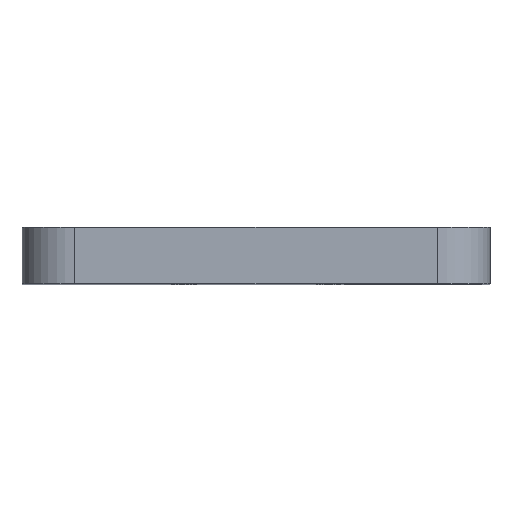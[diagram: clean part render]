
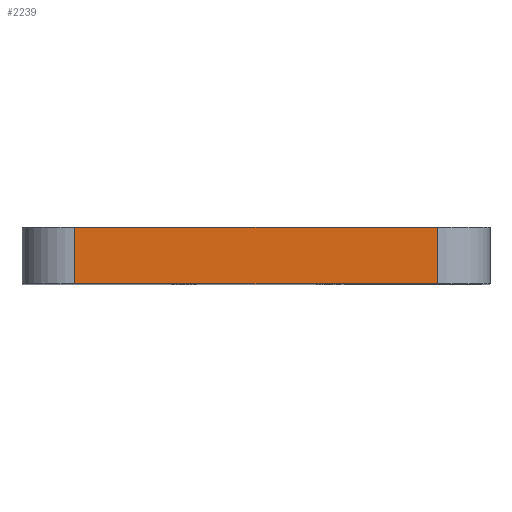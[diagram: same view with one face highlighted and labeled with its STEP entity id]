
A CAD part, top view. The second image highlights one B-rep face of the part: STEP entity #2239.
In plain terms, the highlighted planar face has unit normal (0, 0, 1).
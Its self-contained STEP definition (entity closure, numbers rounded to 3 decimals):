
#111 = CARTESIAN_POINT ( 'NONE',  ( -36.9, 7., 44. ) ) ;
#181 = DIRECTION ( 'NONE',  ( 1., 0., 0. ) ) ;
#223 = EDGE_LOOP ( 'NONE', ( #355, #1261, #2117, #255 ) ) ;
#255 = ORIENTED_EDGE ( 'NONE', *, *, #2227, .T. ) ;
#279 = DIRECTION ( 'NONE',  ( 0., -1., 0. ) ) ;
#299 = EDGE_CURVE ( 'NONE', #686, #1448, #1572, .T. ) ;
#355 = ORIENTED_EDGE ( 'NONE', *, *, #926, .T. ) ;
#370 = DIRECTION ( 'NONE',  ( 1., 0., 0. ) ) ;
#686 = VERTEX_POINT ( 'NONE', #111 ) ;
#698 = VECTOR ( 'NONE', #181, 1000. ) ;
#728 = CARTESIAN_POINT ( 'NONE',  ( -36.9, 7., 44. ) ) ;
#744 = VECTOR ( 'NONE', #1898, 1000. ) ;
#780 = CARTESIAN_POINT ( 'NONE',  ( 7.9, 0., 44. ) ) ;
#895 = CARTESIAN_POINT ( 'NONE',  ( -36.9, 0., 44. ) ) ;
#926 = EDGE_CURVE ( 'NONE', #971, #1953, #1716, .T. ) ;
#971 = VERTEX_POINT ( 'NONE', #2137 ) ;
#1005 = DIRECTION ( 'NONE',  ( 0., 0., -1. ) ) ;
#1031 = EDGE_CURVE ( 'NONE', #1448, #1953, #2133, .T. ) ;
#1225 = AXIS2_PLACEMENT_3D ( 'NONE', #2067, #1005, #2263 ) ;
#1261 = ORIENTED_EDGE ( 'NONE', *, *, #1031, .F. ) ;
#1316 = CARTESIAN_POINT ( 'NONE',  ( 7.9, 7., 44. ) ) ;
#1325 = VECTOR ( 'NONE', #370, 1000. ) ;
#1448 = VERTEX_POINT ( 'NONE', #1624 ) ;
#1527 = CARTESIAN_POINT ( 'NONE',  ( -36.9, 7., 44. ) ) ;
#1572 = LINE ( 'NONE', #728, #698 ) ;
#1624 = CARTESIAN_POINT ( 'NONE',  ( 7.9, 7., 44. ) ) ;
#1716 = LINE ( 'NONE', #895, #1325 ) ;
#1882 = PLANE ( 'NONE',  #1225 ) ;
#1898 = DIRECTION ( 'NONE',  ( 0., -1., 0. ) ) ;
#1925 = FACE_OUTER_BOUND ( 'NONE', #223, .T. ) ;
#1953 = VERTEX_POINT ( 'NONE', #780 ) ;
#2067 = CARTESIAN_POINT ( 'NONE',  ( -36.9, 7., 44. ) ) ;
#2117 = ORIENTED_EDGE ( 'NONE', *, *, #299, .F. ) ;
#2133 = LINE ( 'NONE', #1316, #2206 ) ;
#2137 = CARTESIAN_POINT ( 'NONE',  ( -36.9, 0., 44. ) ) ;
#2153 = LINE ( 'NONE', #1527, #744 ) ;
#2206 = VECTOR ( 'NONE', #279, 1000. ) ;
#2227 = EDGE_CURVE ( 'NONE', #686, #971, #2153, .T. ) ;
#2239 = ADVANCED_FACE ( 'NONE', ( #1925 ), #1882, .F. ) ;
#2263 = DIRECTION ( 'NONE',  ( -1., 0., 0. ) ) ;
